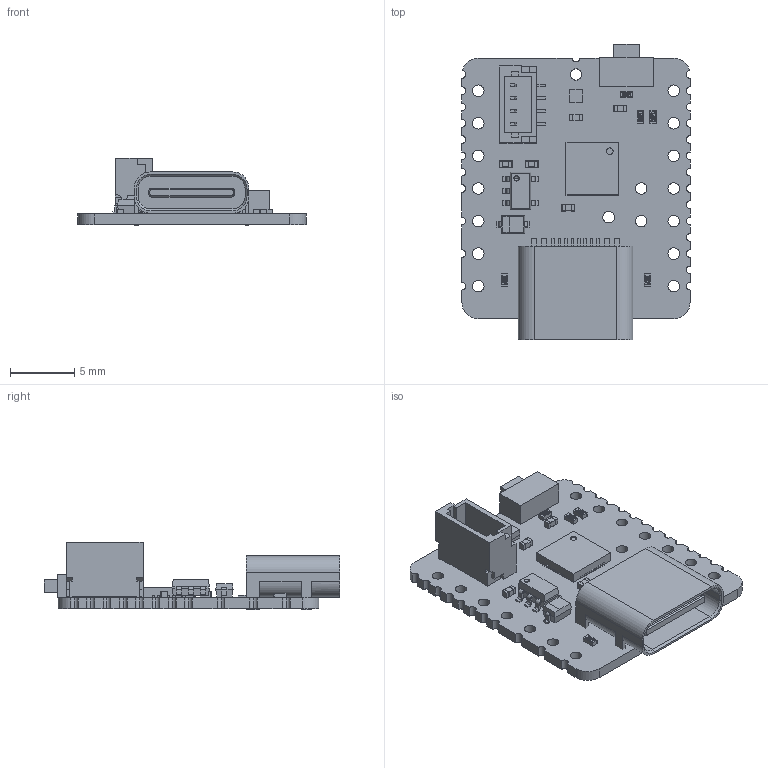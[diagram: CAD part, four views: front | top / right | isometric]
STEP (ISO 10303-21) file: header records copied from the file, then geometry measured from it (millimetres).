
FILE_DESCRIPTION(('Open CASCADE Model'),'2;1');
FILE_NAME('Open CASCADE Shape Model','2024-01-16T22:23:13',('Author'),( 'Open CASCADE'),'Open CASCADE STEP processor 7.5','Open CASCADE 7.5' ,'Unknown');
FILE_SCHEMA(('AUTOMOTIVE_DESIGN { 1 0 10303 214 1 1 1 1 }'));
Length unit declared in the file: millimetre
Products named in the file (43): PCB; Board; Open CASCADE STEP translator 7.5 1.1.1; R5; R0402; R4; P3; BM04B-SRSS-TB; R3; C7; C0402; SW2; 8926685216; Extruded; 8926685056; R2; R1; U2; User Library-SOT23-5-2; C4; C3; C2; C1; D2; User Library-SOD323-1; D1; 8926684896; 8926684736; 8926684576; U1; 8861311520; Open CASCADE STEP translator 7.5 2.1; Body; Open CASCADE STEP translator 7.5 2.2.1; Thermal Shape; Pin Shape; Open CASCADE STEP translator 7.5 2.4.1; J1; HRO  TYPE-C-31-M-12
Assembly tree (77 placements, depth 5):
  PCB
    Board
      Open CASCADE STEP translator 7.5 1.1.1
    R5
      R0402
    R4
      R0402
    P3
      BM04B-SRSS-TB
    R3
      R0402
    C7
      C0402
    SW2
      8926685216
        Extruded
      8926685056
        Extruded
    R2
      R0402
    R1
      R0402
    U2
      User Library-SOT23-5-2
    C4
      C0402
    C3
      C0402
    C2
      C0402
    C1
      C0402
    D2
      User Library-SOD323-1
    D1
      8926684896
        Extruded
      8926684736
        Extruded
      8926684576
        Extruded
    U1
      8861311520
        Open CASCADE STEP translator 7.5 2.1
        Body
          Open CASCADE STEP translator 7.5 2.2.1
        Thermal Shape
        Pin Shape  x28
          Open CASCADE STEP translator 7.5 2.4.1
    J1
      HRO  TYPE-C-31-M-12
Bounding box: 17.78 x 23.04 x 5.3 mm (x, y, z)
Volume: 477.5 mm3; surface area: 1610.6 mm2
Topology: 50 solids, 51 shells, 1589 faces, 4218 edges, 2706 vertices
Faces by surface type: plane 1073, cylinder 384, bspline 80, sphere 42, cone 10
Full cylindrical faces by diameter (mm): 0.5 x2, 0.512 x1, 0.6 x2, 0.65 x2, 0.9 x18
Entity records: 23586 total; most frequent: CARTESIAN_POINT 4306, ORIENTED_EDGE 3475, DIRECTION 3349, EDGE_CURVE 1738, LINE 1243, VECTOR 1243, VERTEX_POINT 1150, AXIS2_PLACEMENT_3D 1053
